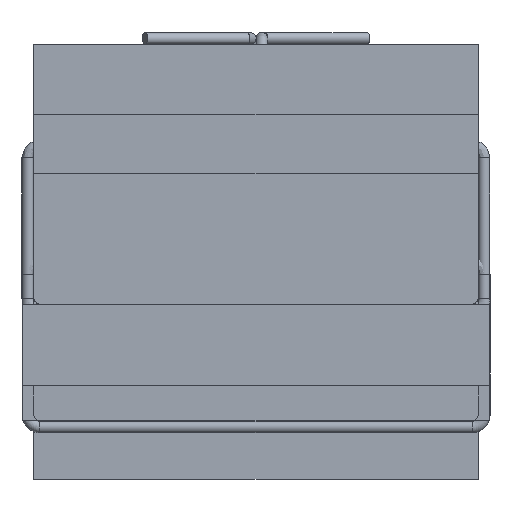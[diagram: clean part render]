
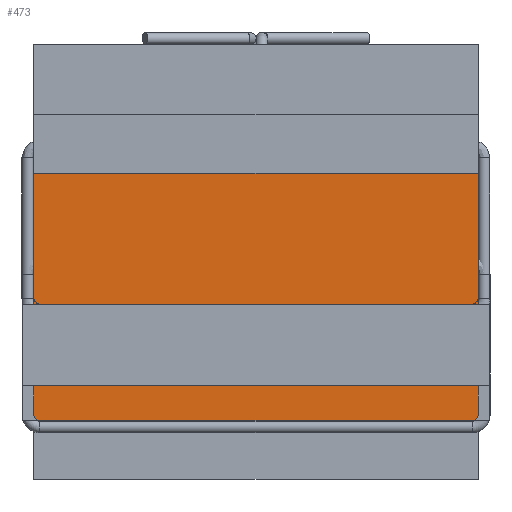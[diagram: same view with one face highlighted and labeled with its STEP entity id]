
A CAD part, left-side view. The second image highlights one B-rep face of the part: STEP entity #473.
In plain terms, the highlighted planar face has unit normal (-1, 0, 0).
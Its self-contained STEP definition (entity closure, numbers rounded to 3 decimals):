
#473 = ADVANCED_FACE( '', ( #1269 ), #1270, .F. );
#1269 = FACE_OUTER_BOUND( '', #6808, .T. );
#1270 = PLANE( '', #6809 );
#6808 = EDGE_LOOP( '', ( #8183, #8184, #8185, #8186, #8187, #8188 ) );
#6809 = AXIS2_PLACEMENT_3D( '', #8189, #8190, #8191 );
#8183 = ORIENTED_EDGE( '', *, *, #8651, .T. );
#8184 = ORIENTED_EDGE( '', *, *, #8630, .T. );
#8185 = ORIENTED_EDGE( '', *, *, #8642, .F. );
#8186 = ORIENTED_EDGE( '', *, *, #8641, .F. );
#8187 = ORIENTED_EDGE( '', *, *, #8652, .T. );
#8188 = ORIENTED_EDGE( '', *, *, #8653, .T. );
#8189 = CARTESIAN_POINT( '', ( -1.2, 0.95, 0.65 ) );
#8190 = DIRECTION( '', ( 1., 0., 0. ) );
#8191 = DIRECTION( '', ( 0., 0., -1. ) );
#8630 = EDGE_CURVE( '', #9269, #9270, #9271, .F. );
#8641 = EDGE_CURVE( '', #9288, #9286, #9290, .T. );
#8642 = EDGE_CURVE( '', #9286, #9270, #9291, .T. );
#8651 = EDGE_CURVE( '', #9306, #9269, #9307, .T. );
#8652 = EDGE_CURVE( '', #9288, #9308, #9309, .T. );
#8653 = EDGE_CURVE( '', #9308, #9306, #9310, .F. );
#9269 = VERTEX_POINT( '', #10191 );
#9270 = VERTEX_POINT( '', #10192 );
#9271 = CIRCLE( '', #10193, 0.025 );
#9286 = VERTEX_POINT( '', #10213 );
#9288 = VERTEX_POINT( '', #10216 );
#9290 = LINE( '', #10219, #10220 );
#9291 = LINE( '', #10221, #10222 );
#9306 = VERTEX_POINT( '', #10244 );
#9307 = LINE( '', #10245, #10246 );
#9308 = VERTEX_POINT( '', #10247 );
#9309 = LINE( '', #10248, #10249 );
#9310 = CIRCLE( '', #10250, 0.025 );
#10191 = CARTESIAN_POINT( '', ( -1.2, -0.925, 0. ) );
#10192 = CARTESIAN_POINT( '', ( -1.2, -0.95, 0.025 ) );
#10193 = AXIS2_PLACEMENT_3D( '', #10922, #10923, #10924 );
#10213 = CARTESIAN_POINT( '', ( -1.2, -0.95, 1.06 ) );
#10216 = CARTESIAN_POINT( '', ( -1.2, 0.95, 1.06 ) );
#10219 = CARTESIAN_POINT( '', ( -1.2, 0.95, 1.06 ) );
#10220 = VECTOR( '', #10941, 1000. );
#10221 = CARTESIAN_POINT( '', ( -1.2, -0.95, 0.65 ) );
#10222 = VECTOR( '', #10942, 1000. );
#10244 = CARTESIAN_POINT( '', ( -1.2, 0.925, 0. ) );
#10245 = CARTESIAN_POINT( '', ( -1.2, 0.95, 0. ) );
#10246 = VECTOR( '', #10953, 1000. );
#10247 = CARTESIAN_POINT( '', ( -1.2, 0.95, 0.025 ) );
#10248 = CARTESIAN_POINT( '', ( -1.2, 0.95, 0.65 ) );
#10249 = VECTOR( '', #10954, 1000. );
#10250 = AXIS2_PLACEMENT_3D( '', #10955, #10956, #10957 );
#10922 = CARTESIAN_POINT( '', ( -1.2, -0.925, 0.025 ) );
#10923 = DIRECTION( '', ( 1., 0., 0. ) );
#10924 = DIRECTION( '', ( 0., 0., -1. ) );
#10941 = DIRECTION( '', ( 0., -1., 0. ) );
#10942 = DIRECTION( '', ( 0., 0., -1. ) );
#10953 = DIRECTION( '', ( 0., -1., 0. ) );
#10954 = DIRECTION( '', ( 0., 0., -1. ) );
#10955 = CARTESIAN_POINT( '', ( -1.2, 0.925, 0.025 ) );
#10956 = DIRECTION( '', ( 1., 0., 0. ) );
#10957 = DIRECTION( '', ( 0., 0., -1. ) );
